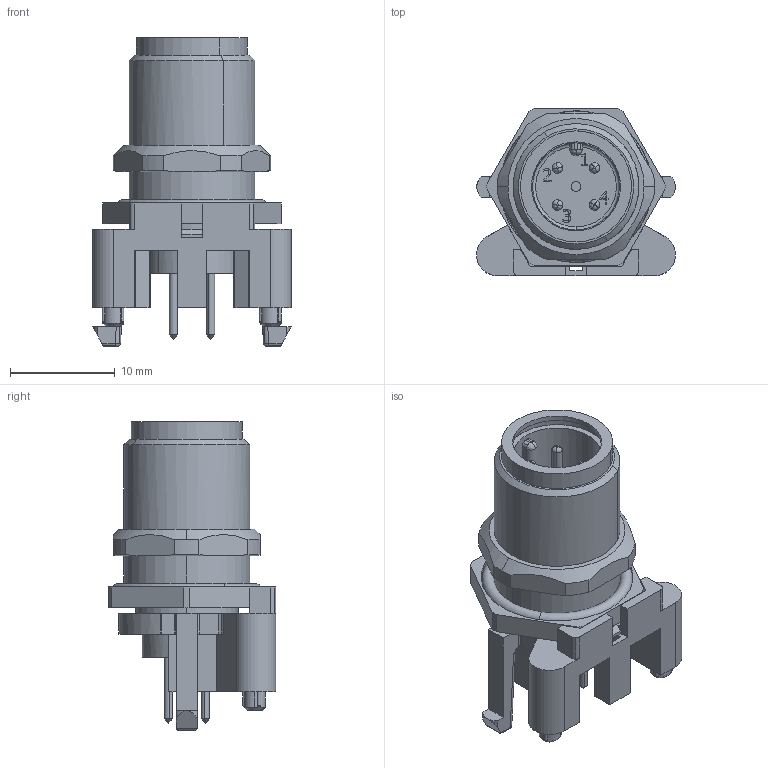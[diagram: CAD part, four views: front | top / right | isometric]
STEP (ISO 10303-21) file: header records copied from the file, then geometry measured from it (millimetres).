
FILE_DESCRIPTION(('CATIA V5R24 STEP','CAx-IF Rec.Pracs.--- Model Styling and Organization---1.2---2011-12-15'),'2;1');
FILE_NAME ('D1461836_0_2422820000_2422820000.stp','2017-08-29T12:10:21+00:00',('none'),('Weidmueller'),'CATIA Version 5-6 Release 2014 SP4 HF52','CATIA V5 STEP AP214','none');
FILE_SCHEMA(('AUTOMOTIVE_DESIGN { 1 0 10303 214 1 1 1 1 }'));
Length unit declared in the file: millimetre
Products named in the file (1): 2422820000
Bounding box: 19 x 16 x 29.5 mm (x, y, z)
Volume: 2617.7 mm3; surface area: 4076 mm2
Topology: 4 solids, 8 shells, 408 faces, 1128 edges, 749 vertices
Faces by surface type: cylinder 152, plane 148, bspline 63, cone 35, torus 10
Entity records: 13885 total; most frequent: CARTESIAN_POINT 4414, ORIENTED_EDGE 2240, DIRECTION 1434, EDGE_CURVE 1120, VERTEX_POINT 749, AXIS2_PLACEMENT_3D 595, VECTOR 508, LINE 508
